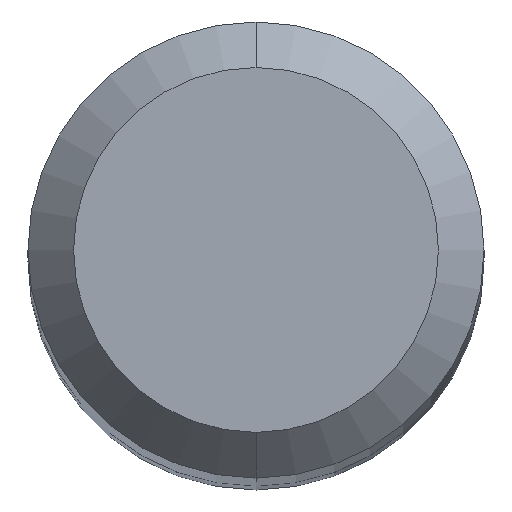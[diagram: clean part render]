
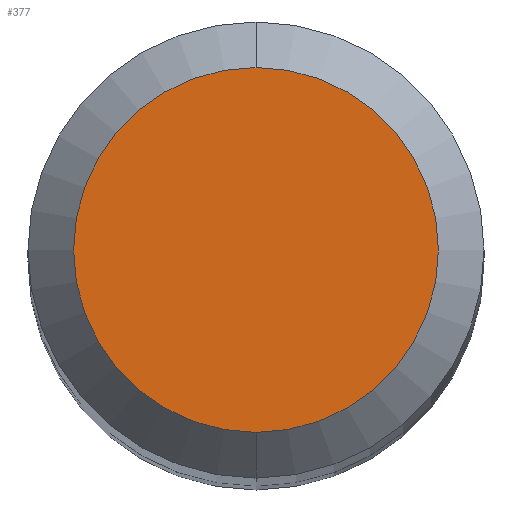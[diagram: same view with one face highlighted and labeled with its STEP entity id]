
A CAD part, top view. The second image highlights one B-rep face of the part: STEP entity #377.
In plain terms, the highlighted planar face has unit normal (0, 0, 1).
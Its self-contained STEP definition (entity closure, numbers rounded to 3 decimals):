
#153=VERTEX_POINT('',#412);
#173=VERTEX_POINT('',#434);
#231=EDGE_CURVE('',#153,#173,#499,.T.);
#299=EDGE_CURVE('',#173,#153,#574,.T.);
#377=ADVANCED_FACE('',(#657),#658,.T.);
#412=CARTESIAN_POINT('',(0.0,1.2,28.0));
#434=CARTESIAN_POINT('',(0.,-1.2,28.0));
#499=CIRCLE('',#903,1.2);
#574=CIRCLE('',#1071,1.2);
#657=FACE_OUTER_BOUND('',#1271,.T.);
#658=PLANE('',#1272);
#903=AXIS2_PLACEMENT_3D('',#1399,#1400,#1401);
#1071=AXIS2_PLACEMENT_3D('',#1485,#1486,#1487);
#1271=EDGE_LOOP('',(#1557,#1558));
#1272=AXIS2_PLACEMENT_3D('',#1559,#1560,#1561);
#1399=CARTESIAN_POINT('',(0.0,0.0,28.0));
#1400=DIRECTION('',(0.0,0.0,-1.0));
#1401=DIRECTION('',(0.0,1.0,0.0));
#1485=CARTESIAN_POINT('',(0.0,0.0,28.0));
#1486=DIRECTION('',(0.0,0.0,-1.0));
#1487=DIRECTION('',(0.0,1.0,0.0));
#1557=ORIENTED_EDGE('',*,*,#231,.F.);
#1558=ORIENTED_EDGE('',*,*,#299,.F.);
#1559=CARTESIAN_POINT('',(0.0,0.6,28.0));
#1560=DIRECTION('',(-0.0,0.0,1.0));
#1561=DIRECTION('',(0.0,-1.0,0.0));
